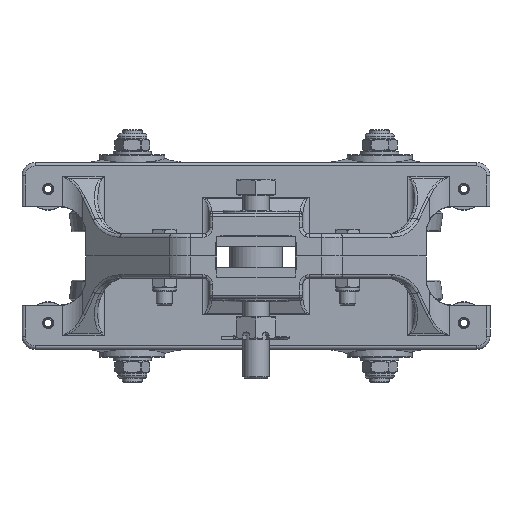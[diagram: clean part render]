
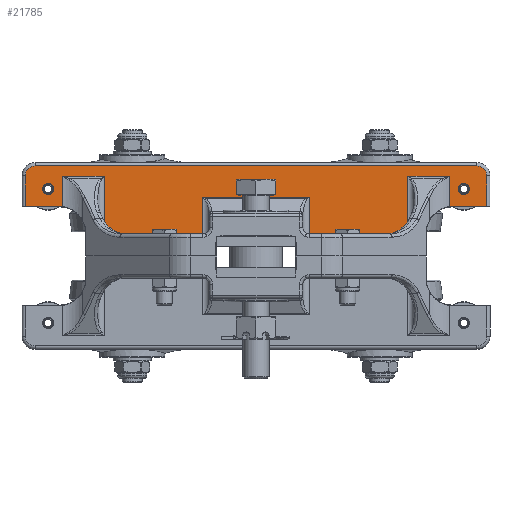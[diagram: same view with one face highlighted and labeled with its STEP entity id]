
A CAD part, front view. The second image highlights one B-rep face of the part: STEP entity #21785.
In plain terms, the highlighted planar face has unit normal (0, -1, 0).
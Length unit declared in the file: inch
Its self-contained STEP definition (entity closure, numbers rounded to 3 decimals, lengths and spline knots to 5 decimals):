
#14472=CARTESIAN_POINT('',(0.41447,0.03098,6.90625));
#14473=VERTEX_POINT('',#14472);
#14656=CARTESIAN_POINT('',(2.03633,0.03098,6.90625));
#14657=VERTEX_POINT('',#14656);
#14658=CARTESIAN_POINT('',(0.41447,0.03098,6.90625));
#14659=DIRECTION('',(1.0,0.0,0.0));
#14660=VECTOR('',#14659,1.62186);
#14661=LINE('',#14658,#14660);
#14662=EDGE_CURVE('',#14473,#14657,#14661,.T.);
#14696=CARTESIAN_POINT('',(0.41447,0.03098,10.96875));
#14697=VERTEX_POINT('',#14696);
#14707=CARTESIAN_POINT('',(0.41447,0.03098,10.96875));
#14708=DIRECTION('',(0.0,0.0,-1.0));
#14709=VECTOR('',#14708,4.0625);
#14710=LINE('',#14707,#14709);
#14711=EDGE_CURVE('',#14697,#14473,#14710,.T.);
#15755=CARTESIAN_POINT('',(2.03633,0.03098,10.96875));
#15756=VERTEX_POINT('',#15755);
#15764=CARTESIAN_POINT('',(2.03633,0.03098,10.96875));
#15765=DIRECTION('',(-1.0,0.0,0.0));
#15766=VECTOR('',#15765,1.62186);
#15767=LINE('',#15764,#15766);
#15768=EDGE_CURVE('',#15756,#14697,#15767,.T.);
#16184=CARTESIAN_POINT('',(0.32008,0.03098,16.875));
#16185=VERTEX_POINT('',#16184);
#16186=CARTESIAN_POINT('',(0.10133,0.03098,16.875));
#16187=DIRECTION('',(0.0,1.0,0.0));
#16188=DIRECTION('',(1.0,0.0,0.0));
#16189=AXIS2_PLACEMENT_3D('',#16186,#16187,#16188);
#16190=CIRCLE('',#16189,0.21875);
#16191=EDGE_CURVE('',#16185,#16185,#16190,.T.);
#16201=CARTESIAN_POINT('',(0.32008,0.03098,1.));
#16202=VERTEX_POINT('',#16201);
#16203=CARTESIAN_POINT('',(0.10133,0.03098,1.));
#16204=DIRECTION('',(0.0,1.0,0.0));
#16205=DIRECTION('',(1.0,0.0,0.0));
#16206=AXIS2_PLACEMENT_3D('',#16203,#16204,#16205);
#16207=CIRCLE('',#16206,0.21875);
#16208=EDGE_CURVE('',#16202,#16202,#16207,.T.);
#19344=CARTESIAN_POINT('',(0.77555,0.03098,16.33839));
#19345=VERTEX_POINT('',#19344);
#19420=CARTESIAN_POINT('',(0.7707,0.03098,16.4375));
#19421=VERTEX_POINT('',#19420);
#19429=CARTESIAN_POINT('',(1.78633,0.03098,16.4375));
#19430=DIRECTION('',(0.,-1.0,0.));
#19431=DIRECTION('',(-0.999,0.,-0.05));
#19432=AXIS2_PLACEMENT_3D('',#19429,#19430,#19431);
#19433=CIRCLE('',#19432,1.01563);
#19434=EDGE_CURVE('',#19421,#19345,#19433,.T.);
#19465=CARTESIAN_POINT('',(0.7707,0.03098,17.75));
#19466=VERTEX_POINT('',#19465);
#19474=CARTESIAN_POINT('',(0.7707,0.03098,17.75));
#19475=DIRECTION('',(0.0,0.0,-1.0));
#19476=VECTOR('',#19475,1.3125);
#19477=LINE('',#19474,#19476);
#19478=EDGE_CURVE('',#19466,#19421,#19477,.T.);
#19570=CARTESIAN_POINT('',(-0.40117,0.03098,17.75));
#19571=VERTEX_POINT('',#19570);
#19579=CARTESIAN_POINT('',(-0.40117,0.03098,17.75));
#19580=DIRECTION('',(1.0,0.0,0.0));
#19581=VECTOR('',#19580,1.17188);
#19582=LINE('',#19579,#19581);
#19583=EDGE_CURVE('',#19571,#19466,#19582,.T.);
#19667=CARTESIAN_POINT('',(0.7707,0.03098,0.125));
#19668=VERTEX_POINT('',#19667);
#19677=CARTESIAN_POINT('',(0.7707,0.03098,1.4375));
#19678=VERTEX_POINT('',#19677);
#19686=CARTESIAN_POINT('',(0.7707,0.03098,1.4375));
#19687=DIRECTION('',(0.0,0.0,-1.0));
#19688=VECTOR('',#19687,1.3125);
#19689=LINE('',#19686,#19688);
#19690=EDGE_CURVE('',#19678,#19668,#19689,.T.);
#19726=CARTESIAN_POINT('',(0.77555,0.03098,1.53661));
#19727=VERTEX_POINT('',#19726);
#19735=CARTESIAN_POINT('',(1.78633,0.03098,1.4375));
#19736=DIRECTION('',(0.,-1.0,0.));
#19737=DIRECTION('',(-0.999,0.,0.05));
#19738=AXIS2_PLACEMENT_3D('',#19735,#19736,#19737);
#19739=CIRCLE('',#19738,1.01563);
#19740=EDGE_CURVE('',#19727,#19678,#19739,.T.);
#20210=CARTESIAN_POINT('',(2.03633,0.03098,3.13938));
#20211=VERTEX_POINT('',#20210);
#20212=CARTESIAN_POINT('',(2.03633,0.03098,6.90625));
#20213=DIRECTION('',(0.0,0.0,-1.0));
#20214=VECTOR('',#20213,3.76687);
#20215=LINE('',#20212,#20214);
#20216=EDGE_CURVE('',#14657,#20211,#20215,.T.);
#20407=CARTESIAN_POINT('',(2.03633,0.03098,14.73562));
#20408=VERTEX_POINT('',#20407);
#20416=CARTESIAN_POINT('',(2.03633,0.03098,14.73562));
#20417=DIRECTION('',(0.0,0.0,-1.0));
#20418=VECTOR('',#20417,3.76687);
#20419=LINE('',#20416,#20418);
#20420=EDGE_CURVE('',#20408,#15756,#20419,.T.);
#20682=CARTESIAN_POINT('',(-0.39382,0.03098,16.33839));
#20683=VERTEX_POINT('',#20682);
#20711=CARTESIAN_POINT('',(0.77555,0.03098,16.33839));
#20712=DIRECTION('',(-1.0,0.0,0.0));
#20713=VECTOR('',#20712,1.16937);
#20714=LINE('',#20711,#20713);
#20715=EDGE_CURVE('',#19345,#20683,#20714,.T.);
#20938=CARTESIAN_POINT('',(-0.39382,0.03098,1.53661));
#20939=VERTEX_POINT('',#20938);
#21019=CARTESIAN_POINT('',(-0.39382,0.03098,3.13938));
#21020=VERTEX_POINT('',#21019);
#21306=CARTESIAN_POINT('',(-0.39382,0.03098,3.13938));
#21307=DIRECTION('',(0.0,0.0,-1.0));
#21308=VECTOR('',#21307,1.60277);
#21309=LINE('',#21306,#21308);
#21310=EDGE_CURVE('',#21020,#20939,#21309,.T.);
#21549=CARTESIAN_POINT('',(-0.39382,0.03098,14.73562));
#21550=VERTEX_POINT('',#21549);
#21644=CARTESIAN_POINT('',(-0.39382,0.03098,14.73562));
#21645=DIRECTION('',(1.0,0.0,0.0));
#21646=VECTOR('',#21645,2.43015);
#21647=LINE('',#21644,#21646);
#21648=EDGE_CURVE('',#21550,#20408,#21647,.T.);
#21660=CARTESIAN_POINT('',(-0.39382,0.03098,16.33839));
#21661=DIRECTION('',(0.0,0.0,-1.0));
#21662=VECTOR('',#21661,1.60277);
#21663=LINE('',#21660,#21662);
#21664=EDGE_CURVE('',#20683,#21550,#21663,.T.);
#21701=CARTESIAN_POINT('',(2.03633,0.03098,3.13938));
#21702=DIRECTION('',(-1.0,0.0,0.0));
#21703=VECTOR('',#21702,2.43015);
#21704=LINE('',#21701,#21703);
#21705=EDGE_CURVE('',#20211,#21020,#21704,.T.);
#21719=CARTESIAN_POINT('',(1.03633,0.03098,0.0));
#21720=DIRECTION('',(0.0,-1.0,0.0));
#21721=DIRECTION('',(0.0,0.0,-1.0));
#21722=AXIS2_PLACEMENT_3D('',#21719,#21720,#21721);
#21723=PLANE('',#21722);
#21724=ORIENTED_EDGE('',*,*,#14711,.F.);
#21725=ORIENTED_EDGE('',*,*,#15768,.F.);
#21726=ORIENTED_EDGE('',*,*,#20420,.F.);
#21727=ORIENTED_EDGE('',*,*,#21648,.F.);
#21728=ORIENTED_EDGE('',*,*,#21664,.F.);
#21729=ORIENTED_EDGE('',*,*,#20715,.F.);
#21730=ORIENTED_EDGE('',*,*,#19434,.F.);
#21731=ORIENTED_EDGE('',*,*,#19478,.F.);
#21732=ORIENTED_EDGE('',*,*,#19583,.F.);
#21733=CARTESIAN_POINT('',(-0.77617,0.03098,17.375));
#21734=VERTEX_POINT('',#21733);
#21735=CARTESIAN_POINT('',(-0.40117,0.03098,17.375));
#21736=DIRECTION('',(0.,1.0,0.));
#21737=DIRECTION('',(-0.707,0.,0.707));
#21738=AXIS2_PLACEMENT_3D('',#21735,#21736,#21737);
#21739=CIRCLE('',#21738,0.375);
#21740=EDGE_CURVE('',#21734,#19571,#21739,.T.);
#21741=ORIENTED_EDGE('',*,*,#21740,.F.);
#21742=CARTESIAN_POINT('',(-0.77617,0.03098,0.5));
#21743=VERTEX_POINT('',#21742);
#21744=CARTESIAN_POINT('',(-0.77617,0.03098,0.5));
#21745=DIRECTION('',(0.0,0.0,1.0));
#21746=VECTOR('',#21745,16.875);
#21747=LINE('',#21744,#21746);
#21748=EDGE_CURVE('',#21743,#21734,#21747,.T.);
#21749=ORIENTED_EDGE('',*,*,#21748,.F.);
#21750=CARTESIAN_POINT('',(-0.40117,0.03098,0.125));
#21751=VERTEX_POINT('',#21750);
#21752=CARTESIAN_POINT('',(-0.40117,0.03098,0.5));
#21753=DIRECTION('',(0.,1.,0.));
#21754=DIRECTION('',(-0.707,0.,-0.707));
#21755=AXIS2_PLACEMENT_3D('',#21752,#21753,#21754);
#21756=CIRCLE('',#21755,0.375);
#21757=EDGE_CURVE('',#21751,#21743,#21756,.T.);
#21758=ORIENTED_EDGE('',*,*,#21757,.F.);
#21759=CARTESIAN_POINT('',(0.7707,0.03098,0.125));
#21760=DIRECTION('',(-1.0,0.0,0.0));
#21761=VECTOR('',#21760,1.17188);
#21762=LINE('',#21759,#21761);
#21763=EDGE_CURVE('',#19668,#21751,#21762,.T.);
#21764=ORIENTED_EDGE('',*,*,#21763,.F.);
#21765=ORIENTED_EDGE('',*,*,#19690,.F.);
#21766=ORIENTED_EDGE('',*,*,#19740,.F.);
#21767=CARTESIAN_POINT('',(-0.39382,0.03098,1.53661));
#21768=DIRECTION('',(1.0,0.0,0.0));
#21769=VECTOR('',#21768,1.16937);
#21770=LINE('',#21767,#21769);
#21771=EDGE_CURVE('',#20939,#19727,#21770,.T.);
#21772=ORIENTED_EDGE('',*,*,#21771,.F.);
#21773=ORIENTED_EDGE('',*,*,#21310,.F.);
#21774=ORIENTED_EDGE('',*,*,#21705,.F.);
#21775=ORIENTED_EDGE('',*,*,#20216,.F.);
#21776=ORIENTED_EDGE('',*,*,#14662,.F.);
#21777=EDGE_LOOP('',(#21724,#21725,#21726,#21727,#21728,#21729,#21730,#21731,#21732,#21741,#21749,#21758,#21764,#21765,#21766,#21772,#21773,#21774,#21775,#21776));
#21778=FACE_OUTER_BOUND('',#21777,.T.);
#21779=ORIENTED_EDGE('',*,*,#16191,.T.);
#21780=EDGE_LOOP('',(#21779));
#21781=FACE_BOUND('',#21780,.T.);
#21782=ORIENTED_EDGE('',*,*,#16208,.T.);
#21783=EDGE_LOOP('',(#21782));
#21784=FACE_BOUND('',#21783,.T.);
#21785=ADVANCED_FACE('',(#21778,#21781,#21784),#21723,.T.);
